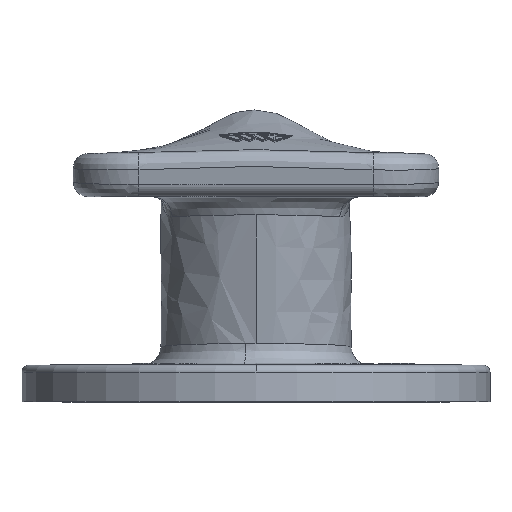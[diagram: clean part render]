
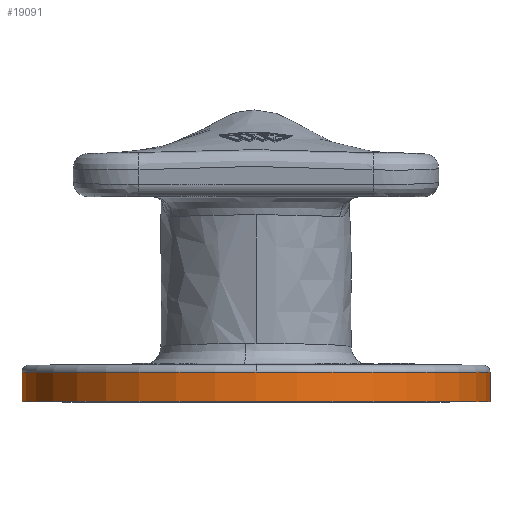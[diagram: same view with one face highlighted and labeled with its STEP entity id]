
A CAD part, top view. The second image highlights one B-rep face of the part: STEP entity #19091.
In plain terms, the highlighted cylindrical face has radius 320 mm (diameter 640 mm), a partial arc.
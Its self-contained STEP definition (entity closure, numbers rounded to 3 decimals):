
#200 = CARTESIAN_POINT ( 'NONE',  ( 0., 0., 220. ) ) ;
#976 = VERTEX_POINT ( 'NONE', #1724 ) ;
#1724 = CARTESIAN_POINT ( 'NONE',  ( 0., 40., 540. ) ) ;
#1765 = EDGE_CURVE ( 'NONE', #16811, #6832, #22065, .T. ) ;
#2046 = EDGE_CURVE ( 'NONE', #14921, #976, #8596, .T. ) ;
#2595 = FACE_OUTER_BOUND ( 'NONE', #22194, .T. ) ;
#2670 = CARTESIAN_POINT ( 'NONE',  ( -320., 50., 220. ) ) ;
#3486 = CARTESIAN_POINT ( 'NONE',  ( 0., 50., 220. ) ) ;
#4046 = ORIENTED_EDGE ( 'NONE', *, *, #21820, .T. ) ;
#4303 = CARTESIAN_POINT ( 'NONE',  ( 0., 40., 220. ) ) ;
#4348 = ORIENTED_EDGE ( 'NONE', *, *, #14516, .F. ) ;
#5298 = AXIS2_PLACEMENT_3D ( 'NONE', #200, #7625, #14107 ) ;
#6337 = DIRECTION ( 'NONE',  ( 0., 0., 1. ) ) ;
#6832 = VERTEX_POINT ( 'NONE', #21773 ) ;
#7625 = DIRECTION ( 'NONE',  ( 0., 1., 0. ) ) ;
#8070 = CARTESIAN_POINT ( 'NONE',  ( 320., 50., 220. ) ) ;
#8596 = CIRCLE ( 'NONE', #16307, 320. ) ;
#10598 = VECTOR ( 'NONE', #23206, 1000. ) ;
#11507 = CIRCLE ( 'NONE', #12469, 320. ) ;
#12051 = VERTEX_POINT ( 'NONE', #14513 ) ;
#12217 = CYLINDRICAL_SURFACE ( 'NONE', #22745, 320. ) ;
#12469 = AXIS2_PLACEMENT_3D ( 'NONE', #4303, #18639, #6337 ) ;
#14107 = DIRECTION ( 'NONE',  ( 0., 0., 1. ) ) ;
#14342 = CARTESIAN_POINT ( 'NONE',  ( 0., 40., 220. ) ) ;
#14513 = CARTESIAN_POINT ( 'NONE',  ( -320., 40., 220. ) ) ;
#14516 = EDGE_CURVE ( 'NONE', #14921, #6832, #21787, .T. ) ;
#14921 = VERTEX_POINT ( 'NONE', #21177 ) ;
#15866 = DIRECTION ( 'NONE',  ( 0., 0., -1. ) ) ;
#16307 = AXIS2_PLACEMENT_3D ( 'NONE', #14342, #26618, #18734 ) ;
#16367 = VECTOR ( 'NONE', #20376, 1000. ) ;
#16811 = VERTEX_POINT ( 'NONE', #21169 ) ;
#18356 = ORIENTED_EDGE ( 'NONE', *, *, #2046, .T. ) ;
#18639 = DIRECTION ( 'NONE',  ( 0., -1., 0. ) ) ;
#18734 = DIRECTION ( 'NONE',  ( 0., 0., 1. ) ) ;
#19091 = ADVANCED_FACE ( 'NONE', ( #2595 ), #12217, .T. ) ;
#19824 = EDGE_CURVE ( 'NONE', #12051, #16811, #21503, .T. ) ;
#20376 = DIRECTION ( 'NONE',  ( 0., -1., 0. ) ) ;
#21169 = CARTESIAN_POINT ( 'NONE',  ( -320., 0., 220. ) ) ;
#21177 = CARTESIAN_POINT ( 'NONE',  ( 320., 40., 220. ) ) ;
#21503 = LINE ( 'NONE', #2670, #10598 ) ;
#21654 = ORIENTED_EDGE ( 'NONE', *, *, #19824, .T. ) ;
#21773 = CARTESIAN_POINT ( 'NONE',  ( 320., 0., 220. ) ) ;
#21787 = LINE ( 'NONE', #8070, #16367 ) ;
#21820 = EDGE_CURVE ( 'NONE', #976, #12051, #11507, .T. ) ;
#22065 = CIRCLE ( 'NONE', #5298, 320. ) ;
#22194 = EDGE_LOOP ( 'NONE', ( #4348, #18356, #4046, #21654, #24526 ) ) ;
#22745 = AXIS2_PLACEMENT_3D ( 'NONE', #3486, #26078, #15866 ) ;
#23206 = DIRECTION ( 'NONE',  ( 0., -1., 0. ) ) ;
#24526 = ORIENTED_EDGE ( 'NONE', *, *, #1765, .T. ) ;
#26078 = DIRECTION ( 'NONE',  ( 0., -1., 0. ) ) ;
#26618 = DIRECTION ( 'NONE',  ( 0., -1., 0. ) ) ;
